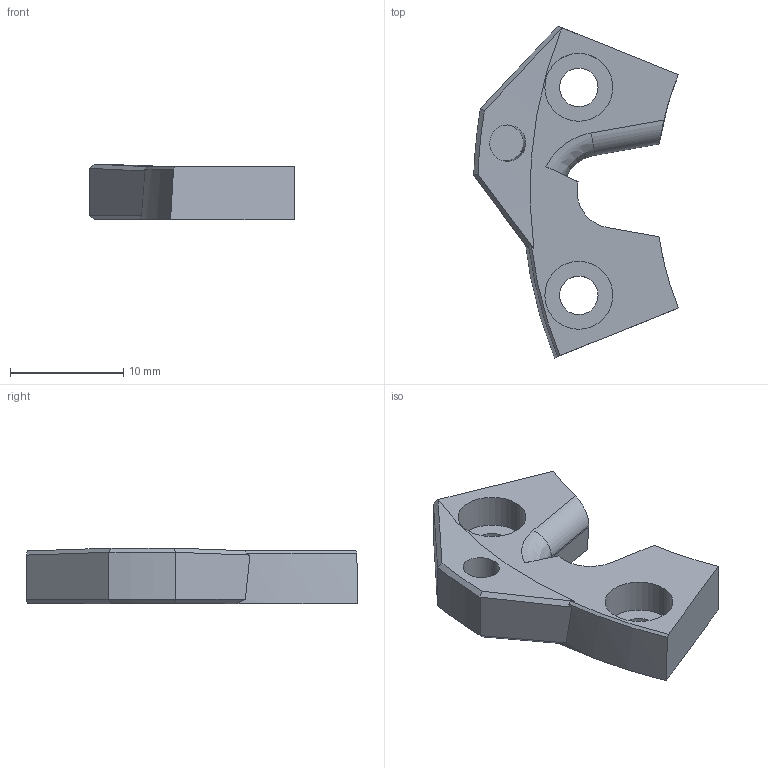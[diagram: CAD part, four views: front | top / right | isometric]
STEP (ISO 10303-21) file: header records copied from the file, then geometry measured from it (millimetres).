
FILE_DESCRIPTION (( 'STEP AP214' ), '1' );
FILE_NAME ('top_housing.STEP', '2025-05-27T14:01:34', ( '' ), ( '' ), 'SwSTEP 2.0', 'SolidWorks 2025', '' );
FILE_SCHEMA (( 'AUTOMOTIVE_DESIGN' ));
Length unit declared in the file: millimetre
Products named in the file (1): top_housing_cache_cable_fore
Bounding box: 18.08 x 29.33 x 4.94 mm (x, y, z)
Volume: 1164.4 mm3; surface area: 1162 mm2
Topology: 1 solids, 1 shells, 38 faces, 98 edges, 65 vertices
Faces by surface type: cylinder 15, plane 14, cone 5, bspline 4
Entity records: 1359 total; most frequent: CARTESIAN_POINT 442, ORIENTED_EDGE 196, DIRECTION 171, EDGE_CURVE 98, AXIS2_PLACEMENT_3D 68, VERTEX_POINT 65, EDGE_LOOP 45, ADVANCED_FACE 38
